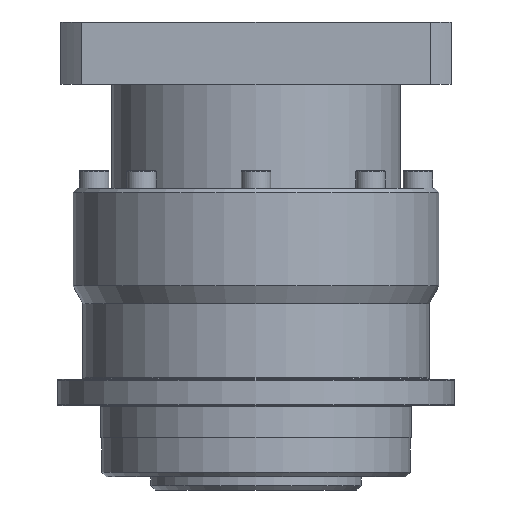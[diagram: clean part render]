
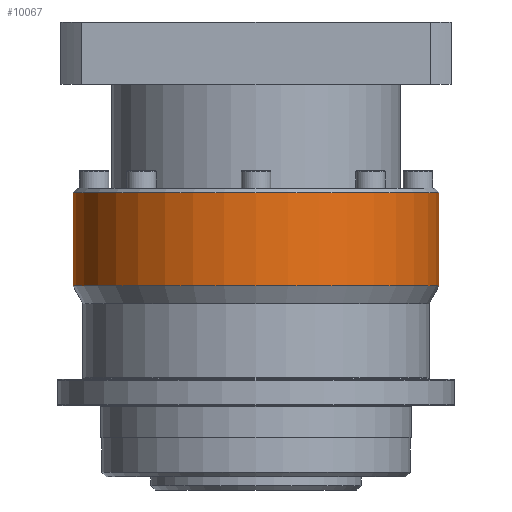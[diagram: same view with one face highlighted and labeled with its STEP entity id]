
A CAD part, front view. The second image highlights one B-rep face of the part: STEP entity #10067.
In plain terms, the highlighted cylindrical face has radius 82.5 mm (diameter 165 mm), a partial arc.
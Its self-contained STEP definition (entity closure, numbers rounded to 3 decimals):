
#2574=CARTESIAN_POINT('',(0.,0.,-49.));
#2575=DIRECTION('',(0.,0.,1.));
#2576=DIRECTION('',(-1.,0.,0.));
#2577=AXIS2_PLACEMENT_3D('',#2574,#2575,#2576);
#2587=DIRECTION('',(0.,0.,1.));
#2588=VECTOR('',#2587,42.);
#2589=CARTESIAN_POINT('',(82.5,0.,-91.));
#2590=LINE('',#2589,#2588);
#2591=DIRECTION('',(0.,0.,1.));
#2592=VECTOR('',#2591,42.);
#2593=CARTESIAN_POINT('',(-82.5,0.,-91.));
#2594=LINE('',#2593,#2592);
#2610=CARTESIAN_POINT('',(0.,0.,-91.));
#2611=DIRECTION('',(0.,0.,-1.));
#2612=DIRECTION('',(1.,0.,0.));
#2613=AXIS2_PLACEMENT_3D('',#2610,#2611,#2612);
#5981=CARTESIAN_POINT('',(-82.5,0.,-91.));
#5983=VERTEX_POINT('',#5981);
#5985=CARTESIAN_POINT('',(82.5,0.,-91.));
#5987=VERTEX_POINT('',#5985);
#6000=CARTESIAN_POINT('',(-82.5,0.,-49.));
#6001=VERTEX_POINT('',#6000);
#6002=CARTESIAN_POINT('',(82.5,0.,-49.));
#6003=VERTEX_POINT('',#6002);
#10053=CARTESIAN_POINT('',(0.,0.,-99.));
#10054=DIRECTION('',(0.,0.,1.));
#10055=DIRECTION('',(1.,0.,0.));
#10056=AXIS2_PLACEMENT_3D('',#10053,#10054,#10055);
#10057=CYLINDRICAL_SURFACE('',#10056,82.5);
#10058=ORIENTED_EDGE('',*,*,#10043,.T.);
#10060=ORIENTED_EDGE('',*,*,#10059,.F.);
#10062=ORIENTED_EDGE('',*,*,#10061,.T.);
#10064=ORIENTED_EDGE('',*,*,#10063,.T.);
#10065=EDGE_LOOP('',(#10058,#10060,#10062,#10064));
#10066=FACE_OUTER_BOUND('',#10065,.F.);
#10067=ADVANCED_FACE('',(#10066),#10057,.T.);
#2578=CIRCLE('',#2577,82.5);
#2614=CIRCLE('',#2613,82.5);
#10043=EDGE_CURVE('',#6001,#6003,#2578,.T.);
#10059=EDGE_CURVE('',#5987,#6003,#2590,.T.);
#10061=EDGE_CURVE('',#5987,#5983,#2614,.T.);
#10063=EDGE_CURVE('',#5983,#6001,#2594,.T.);
